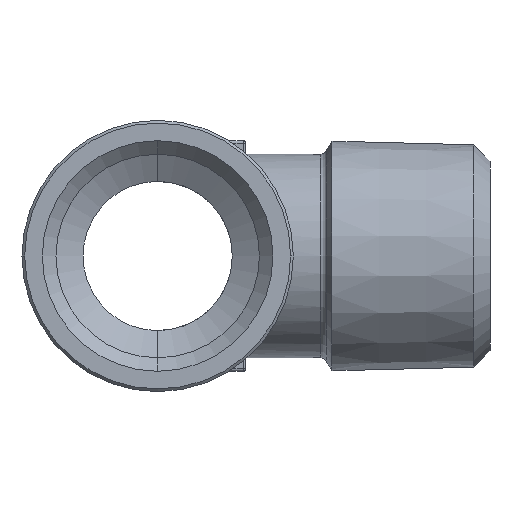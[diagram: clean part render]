
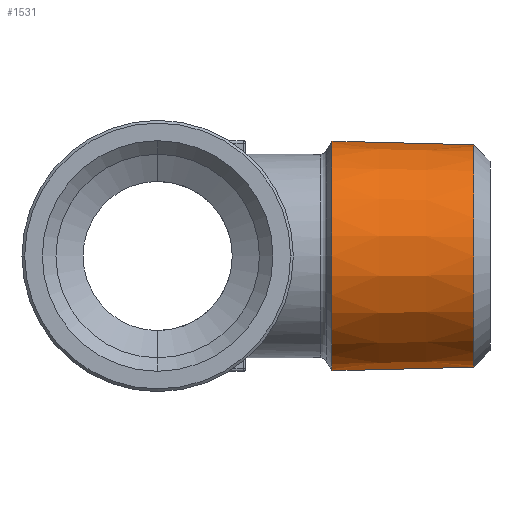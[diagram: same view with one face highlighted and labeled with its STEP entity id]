
A CAD part, left-side view. The second image highlights one B-rep face of the part: STEP entity #1531.
In plain terms, the highlighted conical face has half-angle 1.47 degrees and reference radius 8.488 mm.
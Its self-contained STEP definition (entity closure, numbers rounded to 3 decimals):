
#509 = CARTESIAN_POINT ( 'NONE',  ( 0., -23.3, 8.198 ) ) ;
#510 = CARTESIAN_POINT ( 'NONE',  ( 0., -12.846, -8.466 ) ) ;
#513 = CARTESIAN_POINT ( 'NONE',  ( 0., -23.3, -8.198 ) ) ;
#547 = CARTESIAN_POINT ( 'NONE',  ( 0., -12.846, 8.466 ) ) ;
#642 = VERTEX_POINT ( 'NONE', #509 ) ;
#643 = VERTEX_POINT ( 'NONE', #510 ) ;
#646 = VERTEX_POINT ( 'NONE', #513 ) ;
#680 = VERTEX_POINT ( 'NONE', #547 ) ;
#908 = EDGE_LOOP ( 'NONE', ( #1016, #1017, #1018, #978 ) ) ;
#978 = ORIENTED_EDGE ( 'NONE', *, *, #1388, .F. ) ;
#1016 = ORIENTED_EDGE ( 'NONE', *, *, #2176, .F. ) ;
#1017 = ORIENTED_EDGE ( 'NONE', *, *, #1585, .F. ) ;
#1018 = ORIENTED_EDGE ( 'NONE', *, *, #2173, .T. ) ;
#1104 = CARTESIAN_POINT ( 'NONE',  ( 0., -12.846, 0. ) ) ;
#1105 = DIRECTION ( 'NONE',  ( 0., 1., 0. ) ) ;
#1106 = DIRECTION ( 'NONE',  ( 0., 0., 1. ) ) ;
#1166 = VECTOR ( 'NONE', #1695, 1000. ) ;
#1174 = VECTOR ( 'NONE', #1688, 1000. ) ;
#1388 = EDGE_CURVE ( 'NONE', #643, #680, #2132, .T. ) ;
#1531 = ADVANCED_FACE ( 'NONE', ( #1806 ), #2020, .T. ) ;
#1585 = EDGE_CURVE ( 'NONE', #642, #646, #2086, .T. ) ;
#1677 = CARTESIAN_POINT ( 'NONE',  ( 0., -12., 8.488 ) ) ;
#1683 = LINE ( 'NONE', #1677, #1174 ) ;
#1687 = CARTESIAN_POINT ( 'NONE',  ( 0., -12., -8.488 ) ) ;
#1688 = DIRECTION ( 'NONE',  ( 0., 1., 0.026 ) ) ;
#1690 = LINE ( 'NONE', #1687, #1166 ) ;
#1695 = DIRECTION ( 'NONE',  ( 0., 1., -0.026 ) ) ;
#1790 = CARTESIAN_POINT ( 'NONE',  ( 0., -12., 0. ) ) ;
#1806 = FACE_OUTER_BOUND ( 'NONE', #908, .T. ) ;
#1809 = DIRECTION ( 'NONE',  ( 0., 0., 1. ) ) ;
#1810 = DIRECTION ( 'NONE',  ( 0., 1., 0. ) ) ;
#1846 = CARTESIAN_POINT ( 'NONE',  ( 0., -23.3, 0. ) ) ;
#1847 = DIRECTION ( 'NONE',  ( 0., -1., 0. ) ) ;
#1848 = DIRECTION ( 'NONE',  ( 0., 0., -1. ) ) ;
#2020 = CONICAL_SURFACE ( 'NONE', #2060, 8.488, 0.026 ) ;
#2056 = AXIS2_PLACEMENT_3D ( 'NONE', #1846, #1847, #1848 ) ;
#2060 = AXIS2_PLACEMENT_3D ( 'NONE', #1790, #1810, #1809 ) ;
#2086 = CIRCLE ( 'NONE', #2056, 8.198 ) ;
#2093 = AXIS2_PLACEMENT_3D ( 'NONE', #1104, #1105, #1106 ) ;
#2132 = CIRCLE ( 'NONE', #2093, 8.466 ) ;
#2173 = EDGE_CURVE ( 'NONE', #642, #680, #1683, .T. ) ;
#2176 = EDGE_CURVE ( 'NONE', #646, #643, #1690, .T. ) ;
